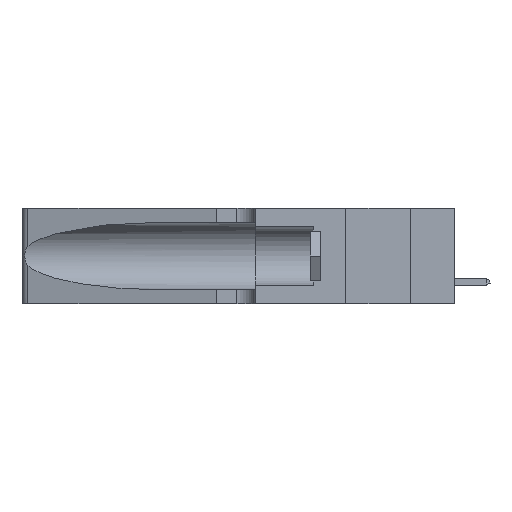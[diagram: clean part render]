
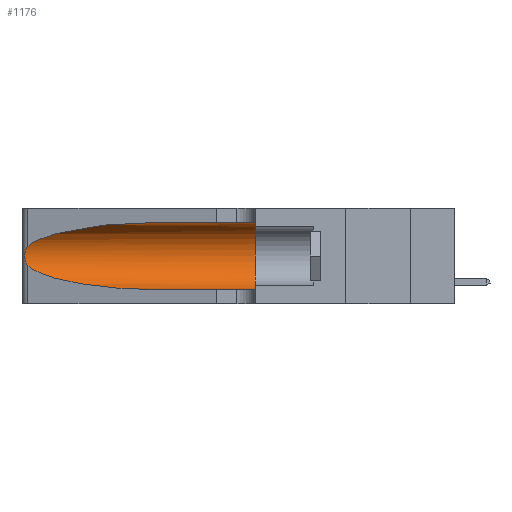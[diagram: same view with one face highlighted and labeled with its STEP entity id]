
A CAD part, left-side view. The second image highlights one B-rep face of the part: STEP entity #1176.
In plain terms, the highlighted cylindrical face has radius 3.308 mm (diameter 6.617 mm), a partial arc.
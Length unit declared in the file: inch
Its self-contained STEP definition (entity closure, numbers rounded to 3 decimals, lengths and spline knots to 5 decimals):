
#807 = VERTEX_POINT ( 'NONE', #30195 ) ;
#894 = LINE ( 'NONE', #22400, #26095 ) ;
#1176 = ADVANCED_FACE ( 'NONE', ( #4371 ), #23360, .F. ) ;
#1886 = DIRECTION ( 'NONE',  ( 0., 0., 1. ) ) ;
#2294 = ORIENTED_EDGE ( 'NONE', *, *, #4425, .T. ) ;
#2310 =( BOUNDED_CURVE ( )  B_SPLINE_CURVE ( 3, ( #23492, #3412, #7897, #20212 ),
 .UNSPECIFIED., .F., .T. ) 
 B_SPLINE_CURVE_WITH_KNOTS ( ( 4, 4 ),
 ( 1.5708, 2.84003 ),
 .UNSPECIFIED. ) 
 CURVE ( )  GEOMETRIC_REPRESENTATION_ITEM ( )  RATIONAL_B_SPLINE_CURVE ( ( 1., 0.87, 0.87, 1. ) ) 
 REPRESENTATION_ITEM ( '' )  );
#2474 = DIRECTION ( 'NONE',  ( 0., 0., -1. ) ) ;
#2793 = EDGE_LOOP ( 'NONE', ( #23592, #2294, #31413, #29594, #31018, #10541 ) ) ;
#3382 = B_SPLINE_CURVE_WITH_KNOTS ( 'NONE', 3,
 ( #29596, #19671, #7346, #27117, #6182, #25629, #15857, #20568, #15744, #23293, #20680, #25734, #15960, #28013 ),
 .UNSPECIFIED., .F., .F.,
 ( 4, 2, 2, 2, 2, 2, 4 ),
 ( 0., 0.00027, 0.00053, 0.00107, 0.0016, 0.00187, 0.00214 ),
 .UNSPECIFIED. ) ;
#3412 = CARTESIAN_POINT ( 'NONE',  ( 0.18966, 0.96281, 0.31525 ) ) ;
#3644 = VERTEX_POINT ( 'NONE', #9555 ) ;
#3785 = VECTOR ( 'NONE', #23783, 39.37008 ) ;
#4371 = FACE_OUTER_BOUND ( 'NONE', #2793, .T. ) ;
#4425 = EDGE_CURVE ( 'NONE', #9860, #15993, #3382, .T. ) ;
#6182 = CARTESIAN_POINT ( 'NONE',  ( 0.25854, 1.2359, 0.20912 ) ) ;
#6461 = CARTESIAN_POINT ( 'NONE',  ( 0.1305, 1.61858, 0.05475 ) ) ;
#6536 = CARTESIAN_POINT ( 'NONE',  ( 0.25487, 1.22718, 0.14631 ) ) ;
#7346 = CARTESIAN_POINT ( 'NONE',  ( 0.25639, 1.23184, 0.21858 ) ) ;
#7897 = CARTESIAN_POINT ( 'NONE',  ( 0.2373, 1.15595, 0.28018 ) ) ;
#8812 = CARTESIAN_POINT ( 'NONE',  ( 0.18966, 0.96281, 0.05475 ) ) ;
#9555 = CARTESIAN_POINT ( 'NONE',  ( 0.1305, 0.72297, 0.05475 ) ) ;
#9860 = VERTEX_POINT ( 'NONE', #18983 ) ;
#10159 = DIRECTION ( 'NONE',  ( 0., -1., 0. ) ) ;
#10541 = ORIENTED_EDGE ( 'NONE', *, *, #20342, .F. ) ;
#12260 = CARTESIAN_POINT ( 'NONE',  ( 0.1305, 0.35, 0.31525 ) ) ;
#12410 = VERTEX_POINT ( 'NONE', #12260 ) ;
#12576 = EDGE_CURVE ( 'NONE', #15993, #3644, #15964, .T. ) ;
#14083 = DIRECTION ( 'NONE',  ( 0., 1., 0. ) ) ;
#15061 = CIRCLE ( 'NONE', #15412, 0.13025 ) ;
#15107 = CARTESIAN_POINT ( 'NONE',  ( 0.1305, 0.72297, 0.31525 ) ) ;
#15412 = AXIS2_PLACEMENT_3D ( 'NONE', #26451, #14083, #1886 ) ;
#15744 = CARTESIAN_POINT ( 'NONE',  ( 0.26017, 1.23833, 0.17102 ) ) ;
#15857 = CARTESIAN_POINT ( 'NONE',  ( 0.26075, 1.23896, 0.19203 ) ) ;
#15960 = CARTESIAN_POINT ( 'NONE',  ( 0.25555, 1.22993, 0.14849 ) ) ;
#15964 =( BOUNDED_CURVE ( )  B_SPLINE_CURVE ( 3, ( #6536, #31423, #8812, #30977 ),
 .UNSPECIFIED., .F., .F. ) 
 B_SPLINE_CURVE_WITH_KNOTS ( ( 4, 4 ),
 ( 3.44316, 4.71239 ),
 .UNSPECIFIED. ) 
 CURVE ( )  GEOMETRIC_REPRESENTATION_ITEM ( )  RATIONAL_B_SPLINE_CURVE ( ( 1., 0.87, 0.87, 1. ) ) 
 REPRESENTATION_ITEM ( '' )  );
#15993 = VERTEX_POINT ( 'NONE', #28450 ) ;
#17324 = EDGE_CURVE ( 'NONE', #3644, #807, #30502, .T. ) ;
#17535 = AXIS2_PLACEMENT_3D ( 'NONE', #27569, #29646, #2474 ) ;
#18983 = CARTESIAN_POINT ( 'NONE',  ( 0.25487, 1.22718, 0.22369 ) ) ;
#19618 = VERTEX_POINT ( 'NONE', #15107 ) ;
#19671 = CARTESIAN_POINT ( 'NONE',  ( 0.25555, 1.22994, 0.2215 ) ) ;
#20096 = EDGE_CURVE ( 'NONE', #19618, #9860, #2310, .T. ) ;
#20212 = CARTESIAN_POINT ( 'NONE',  ( 0.25487, 1.22718, 0.22369 ) ) ;
#20342 = EDGE_CURVE ( 'NONE', #19618, #12410, #894, .T. ) ;
#20568 = CARTESIAN_POINT ( 'NONE',  ( 0.26075, 1.23896, 0.178 ) ) ;
#20680 = CARTESIAN_POINT ( 'NONE',  ( 0.25789, 1.23486, 0.15765 ) ) ;
#22400 = CARTESIAN_POINT ( 'NONE',  ( 0.1305, 1.61858, 0.31525 ) ) ;
#23293 = CARTESIAN_POINT ( 'NONE',  ( 0.25856, 1.23593, 0.16098 ) ) ;
#23360 = CYLINDRICAL_SURFACE ( 'NONE', #17535, 0.13025 ) ;
#23492 = CARTESIAN_POINT ( 'NONE',  ( 0.1305, 0.72297, 0.31525 ) ) ;
#23592 = ORIENTED_EDGE ( 'NONE', *, *, #20096, .T. ) ;
#23783 = DIRECTION ( 'NONE',  ( 0., -1., 0. ) ) ;
#25629 = CARTESIAN_POINT ( 'NONE',  ( 0.26018, 1.23835, 0.19895 ) ) ;
#25734 = CARTESIAN_POINT ( 'NONE',  ( 0.25639, 1.23186, 0.15144 ) ) ;
#26095 = VECTOR ( 'NONE', #10159, 39.37008 ) ;
#26451 = CARTESIAN_POINT ( 'NONE',  ( 0.1305, 0.35, 0.185 ) ) ;
#27117 = CARTESIAN_POINT ( 'NONE',  ( 0.25787, 1.23484, 0.2124 ) ) ;
#27506 = EDGE_CURVE ( 'NONE', #12410, #807, #15061, .T. ) ;
#27569 = CARTESIAN_POINT ( 'NONE',  ( 0.1305, 1.61858, 0.185 ) ) ;
#28013 = CARTESIAN_POINT ( 'NONE',  ( 0.25487, 1.22718, 0.14631 ) ) ;
#28450 = CARTESIAN_POINT ( 'NONE',  ( 0.25487, 1.22718, 0.14631 ) ) ;
#29594 = ORIENTED_EDGE ( 'NONE', *, *, #17324, .T. ) ;
#29596 = CARTESIAN_POINT ( 'NONE',  ( 0.25487, 1.22718, 0.22369 ) ) ;
#29646 = DIRECTION ( 'NONE',  ( 0., -1., 0. ) ) ;
#30195 = CARTESIAN_POINT ( 'NONE',  ( 0.1305, 0.35, 0.05475 ) ) ;
#30502 = LINE ( 'NONE', #6461, #3785 ) ;
#30977 = CARTESIAN_POINT ( 'NONE',  ( 0.1305, 0.72297, 0.05475 ) ) ;
#31018 = ORIENTED_EDGE ( 'NONE', *, *, #27506, .F. ) ;
#31413 = ORIENTED_EDGE ( 'NONE', *, *, #12576, .T. ) ;
#31423 = CARTESIAN_POINT ( 'NONE',  ( 0.2373, 1.15595, 0.08982 ) ) ;
